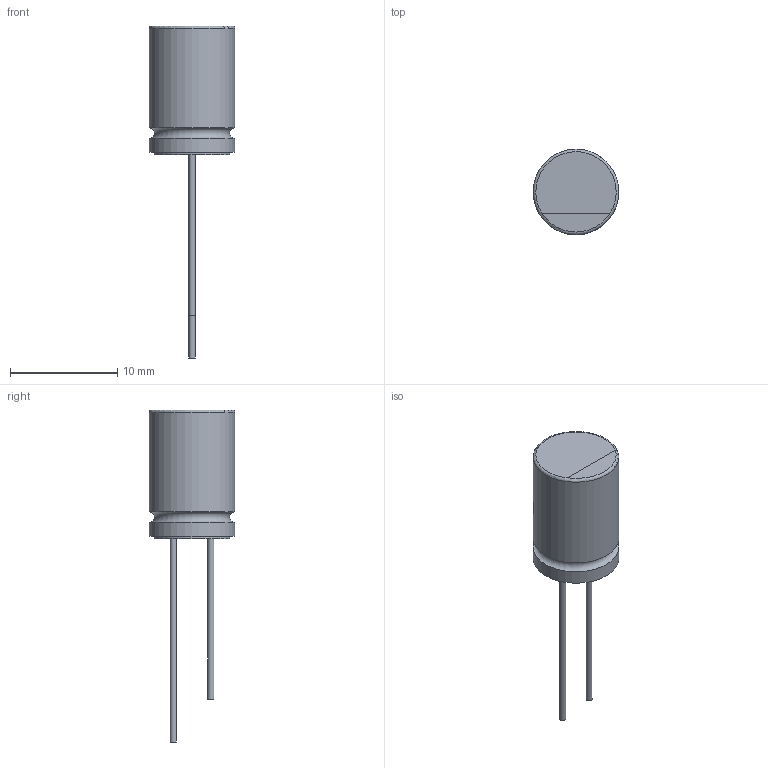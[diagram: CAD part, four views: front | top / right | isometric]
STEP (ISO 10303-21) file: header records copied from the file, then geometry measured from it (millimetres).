
FILE_DESCRIPTION(/* description */ (''),/* implementation_level */ '2;1');
FILE_NAME(/* name */ 'CAP RAD A750KK337M1CAAE014 v2.step',/* time_stamp */ '2022-05-31T17:31:03-07:00',/* author */ (''),/* organization */ (''),/* preprocessor_version */ 'ST-DEVELOPER v19',/* originating_system */ 'Autodesk Translation Framework v11.7.0.108',/* authorisation */ '');
FILE_SCHEMA (('AUTOMOTIVE_DESIGN { 1 0 10303 214 3 1 1 }'));
Length unit declared in the file: millimetre
Products named in the file (1): CAP RAD A750KK337M1CAAE014
Bounding box: 8 x 8 x 31 mm (x, y, z)
Volume: 600.9 mm3; surface area: 474.1 mm2
Topology: 1 solids, 1 shells, 15 faces, 27 edges, 17 vertices
Faces by surface type: plane 7, cylinder 6, torus 2
Full cylindrical faces by diameter (mm): 0.6 x2, 7.071 x1, 8 x2
Entity records: 423 total; most frequent: DIRECTION 77, CARTESIAN_POINT 60, ORIENTED_EDGE 54, AXIS2_PLACEMENT_3D 34, EDGE_CURVE 27, CIRCLE 18, EDGE_LOOP 18, VERTEX_POINT 17
